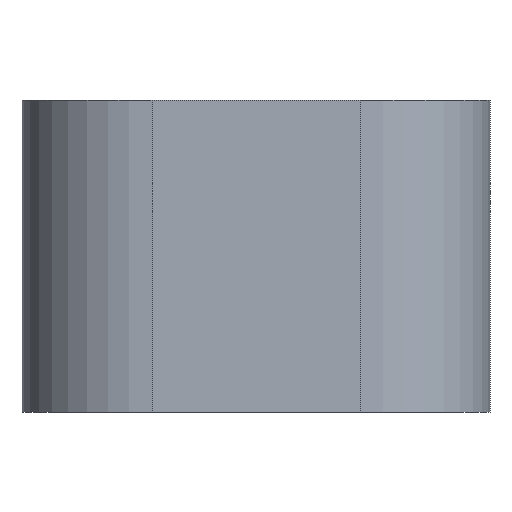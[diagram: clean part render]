
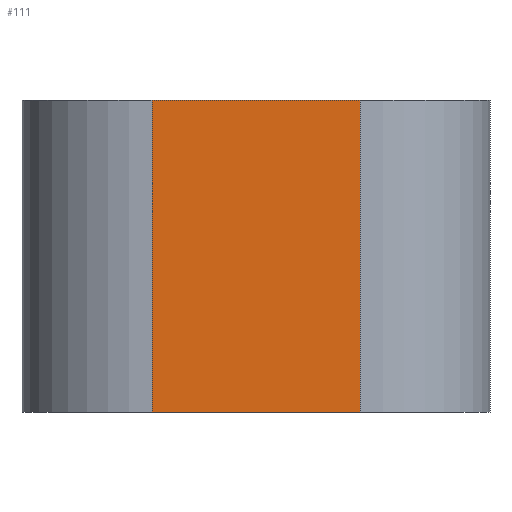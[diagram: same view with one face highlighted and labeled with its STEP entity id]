
A CAD part, left-side view. The second image highlights one B-rep face of the part: STEP entity #111.
In plain terms, the highlighted planar face has unit normal (-1, 0, 0).
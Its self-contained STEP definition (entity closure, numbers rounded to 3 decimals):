
#111 = ADVANCED_FACE( '', ( #246 ), #247, .F. );
#246 = FACE_OUTER_BOUND( '', #387, .T. );
#247 = PLANE( '', #388 );
#387 = EDGE_LOOP( '', ( #615, #616, #617, #618 ) );
#388 = AXIS2_PLACEMENT_3D( '', #619, #620, #621 );
#615 = ORIENTED_EDGE( '', *, *, #775, .T. );
#616 = ORIENTED_EDGE( '', *, *, #700, .F. );
#617 = ORIENTED_EDGE( '', *, *, #781, .F. );
#618 = ORIENTED_EDGE( '', *, *, #763, .T. );
#619 = CARTESIAN_POINT( '', ( -18.5, 4., 12. ) );
#620 = DIRECTION( '', ( 1., 0., 0. ) );
#621 = DIRECTION( '', ( 0., 0., -1. ) );
#700 = EDGE_CURVE( '', #805, #800, #807, .T. );
#763 = EDGE_CURVE( '', #909, #907, #910, .T. );
#775 = EDGE_CURVE( '', #907, #800, #926, .T. );
#781 = EDGE_CURVE( '', #909, #805, #933, .T. );
#800 = VERTEX_POINT( '', #953 );
#805 = VERTEX_POINT( '', #959 );
#807 = LINE( '', #961, #962 );
#907 = VERTEX_POINT( '', #1077 );
#909 = VERTEX_POINT( '', #1079 );
#910 = LINE( '', #1080, #1081 );
#926 = LINE( '', #1100, #1101 );
#933 = LINE( '', #1110, #1111 );
#953 = CARTESIAN_POINT( '', ( -18.5, -4., 0. ) );
#959 = CARTESIAN_POINT( '', ( -18.5, -4., 12. ) );
#961 = CARTESIAN_POINT( '', ( -18.5, -4., 12. ) );
#962 = VECTOR( '', #1141, 1000. );
#1077 = CARTESIAN_POINT( '', ( -18.5, 4., 0. ) );
#1079 = CARTESIAN_POINT( '', ( -18.5, 4., 12. ) );
#1080 = CARTESIAN_POINT( '', ( -18.5, 4., 12. ) );
#1081 = VECTOR( '', #1241, 1000. );
#1100 = CARTESIAN_POINT( '', ( -18.5, 4., 0. ) );
#1101 = VECTOR( '', #1257, 1000. );
#1110 = CARTESIAN_POINT( '', ( -18.5, 4., 12. ) );
#1111 = VECTOR( '', #1263, 1000. );
#1141 = DIRECTION( '', ( 0., 0., -1. ) );
#1241 = DIRECTION( '', ( 0., 0., -1. ) );
#1257 = DIRECTION( '', ( 0., -1., 0. ) );
#1263 = DIRECTION( '', ( 0., -1., 0. ) );
